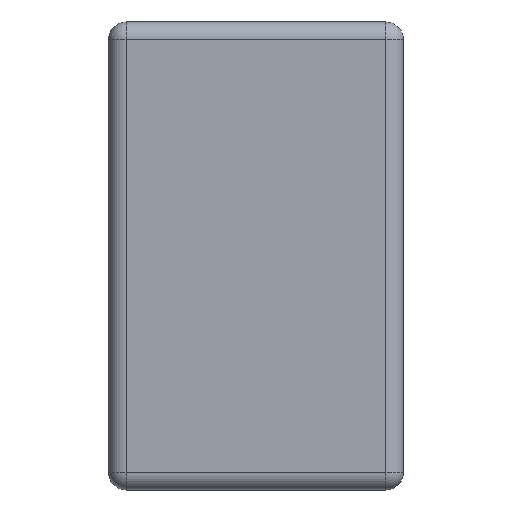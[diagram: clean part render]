
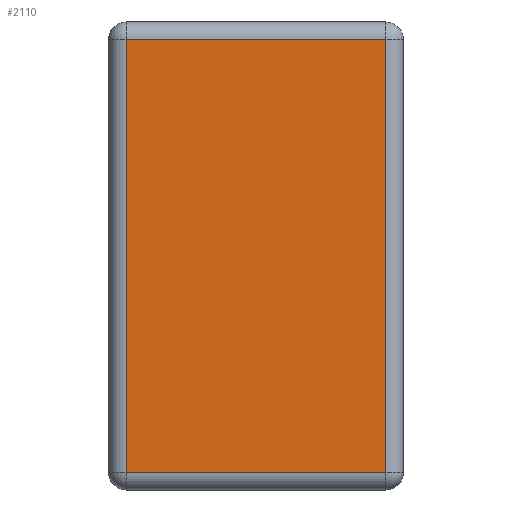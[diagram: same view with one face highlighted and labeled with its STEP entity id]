
A CAD part, left-side view. The second image highlights one B-rep face of the part: STEP entity #2110.
In plain terms, the highlighted face is planar.
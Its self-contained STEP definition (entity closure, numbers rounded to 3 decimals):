
#148 = DIRECTION ( 'NONE',  ( -1., 0., 0. ) ) ;
#173 = DIRECTION ( 'NONE',  ( 0., 0., 1. ) ) ;
#184 = CARTESIAN_POINT ( 'NONE',  ( 0.1, 1.6, -2.6 ) ) ;
#293 = CARTESIAN_POINT ( 'NONE',  ( 0.1, 0., -0.1 ) ) ;
#513 = DIRECTION ( 'NONE',  ( 0., 0., 1. ) ) ;
#514 = DIRECTION ( 'NONE',  ( 0., 0., -1. ) ) ;
#698 = CARTESIAN_POINT ( 'NONE',  ( 0.1, 0.1, -2.6 ) ) ;
#868 = ORIENTED_EDGE ( 'NONE', *, *, #1131, .T. ) ;
#876 = CARTESIAN_POINT ( 'NONE',  ( 0.1, 1.6, 0. ) ) ;
#901 = EDGE_CURVE ( 'NONE', #1176, #3019, #1163, .T. ) ;
#964 = VECTOR ( 'NONE', #2686, 1000. ) ;
#996 = ORIENTED_EDGE ( 'NONE', *, *, #4130, .T. ) ;
#1131 = EDGE_CURVE ( 'NONE', #2233, #1166, #4528, .T. ) ;
#1163 = LINE ( 'NONE', #2690, #4328 ) ;
#1166 = VERTEX_POINT ( 'NONE', #4243 ) ;
#1176 = VERTEX_POINT ( 'NONE', #2440 ) ;
#1307 = LINE ( 'NONE', #1626, #964 ) ;
#1626 = CARTESIAN_POINT ( 'NONE',  ( 0.1, 0., -2.6 ) ) ;
#1951 = PLANE ( 'NONE',  #4483 ) ;
#2110 = ADVANCED_FACE ( 'NONE', ( #3775 ), #1951, .F. ) ;
#2132 = EDGE_LOOP ( 'NONE', ( #4524, #996, #868, #2641 ) ) ;
#2233 = VERTEX_POINT ( 'NONE', #184 ) ;
#2440 = CARTESIAN_POINT ( 'NONE',  ( 0.1, 0.1, -0.1 ) ) ;
#2641 = ORIENTED_EDGE ( 'NONE', *, *, #4558, .T. ) ;
#2686 = DIRECTION ( 'NONE',  ( 0., 1., 0. ) ) ;
#2690 = CARTESIAN_POINT ( 'NONE',  ( 0.1, 0.1, 0. ) ) ;
#3019 = VERTEX_POINT ( 'NONE', #698 ) ;
#3162 = DIRECTION ( 'NONE',  ( 0., -1., 0. ) ) ;
#3336 = CARTESIAN_POINT ( 'NONE',  ( 0.1, 0., 0. ) ) ;
#3422 = VECTOR ( 'NONE', #173, 1000. ) ;
#3775 = FACE_OUTER_BOUND ( 'NONE', #2132, .T. ) ;
#3949 = VECTOR ( 'NONE', #3162, 1000. ) ;
#4130 = EDGE_CURVE ( 'NONE', #3019, #2233, #1307, .T. ) ;
#4243 = CARTESIAN_POINT ( 'NONE',  ( 0.1, 1.6, -0.1 ) ) ;
#4286 = LINE ( 'NONE', #293, #3949 ) ;
#4328 = VECTOR ( 'NONE', #514, 1000. ) ;
#4483 = AXIS2_PLACEMENT_3D ( 'NONE', #3336, #148, #513 ) ;
#4524 = ORIENTED_EDGE ( 'NONE', *, *, #901, .T. ) ;
#4528 = LINE ( 'NONE', #876, #3422 ) ;
#4558 = EDGE_CURVE ( 'NONE', #1166, #1176, #4286, .T. ) ;
